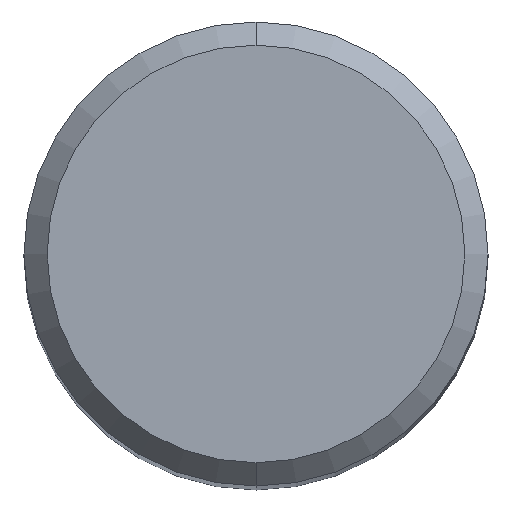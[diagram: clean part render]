
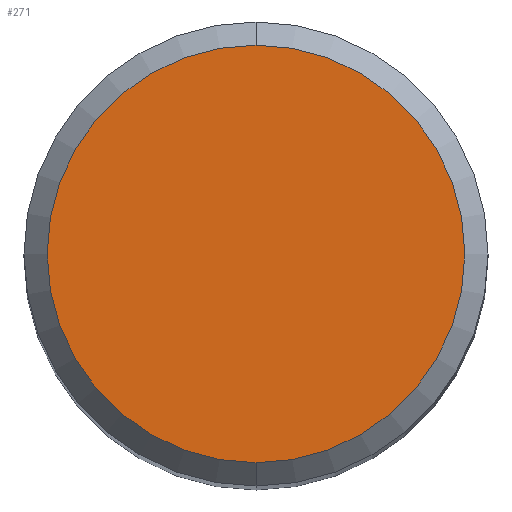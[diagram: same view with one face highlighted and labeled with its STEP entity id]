
A CAD part, top view. The second image highlights one B-rep face of the part: STEP entity #271.
In plain terms, the highlighted planar face has unit normal (0, 0, 1).
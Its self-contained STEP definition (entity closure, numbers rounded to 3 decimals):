
#225=VERTEX_POINT('',#540);
#271=ADVANCED_FACE('',(#590),#591,.T.);
#357=VERTEX_POINT('',#684);
#361=EDGE_CURVE('',#357,#225,#688,.T.);
#439=EDGE_CURVE('',#225,#357,#773,.T.);
#540=CARTESIAN_POINT('',(0.0,3.6,0.0));
#590=FACE_OUTER_BOUND('',#985,.T.);
#591=PLANE('',#986);
#684=CARTESIAN_POINT('',(0.,-3.6,0.0));
#688=CIRCLE('',#1166,3.6);
#773=CIRCLE('',#1407,3.6);
#985=EDGE_LOOP('',(#1590,#1591));
#986=AXIS2_PLACEMENT_3D('',#1592,#1593,#1594);
#1166=AXIS2_PLACEMENT_3D('',#1689,#1690,#1691);
#1407=AXIS2_PLACEMENT_3D('',#1784,#1785,#1786);
#1590=ORIENTED_EDGE('',*,*,#439,.F.);
#1591=ORIENTED_EDGE('',*,*,#361,.F.);
#1592=CARTESIAN_POINT('',(0.0,1.8,0.0));
#1593=DIRECTION('',(-0.0,0.0,1.0));
#1594=DIRECTION('',(0.0,-1.0,0.0));
#1689=CARTESIAN_POINT('',(0.0,0.0,0.0));
#1690=DIRECTION('',(0.0,0.0,-1.0));
#1691=DIRECTION('',(0.0,1.0,0.0));
#1784=CARTESIAN_POINT('',(0.0,0.0,0.0));
#1785=DIRECTION('',(0.0,0.0,-1.0));
#1786=DIRECTION('',(0.0,1.0,0.0));
